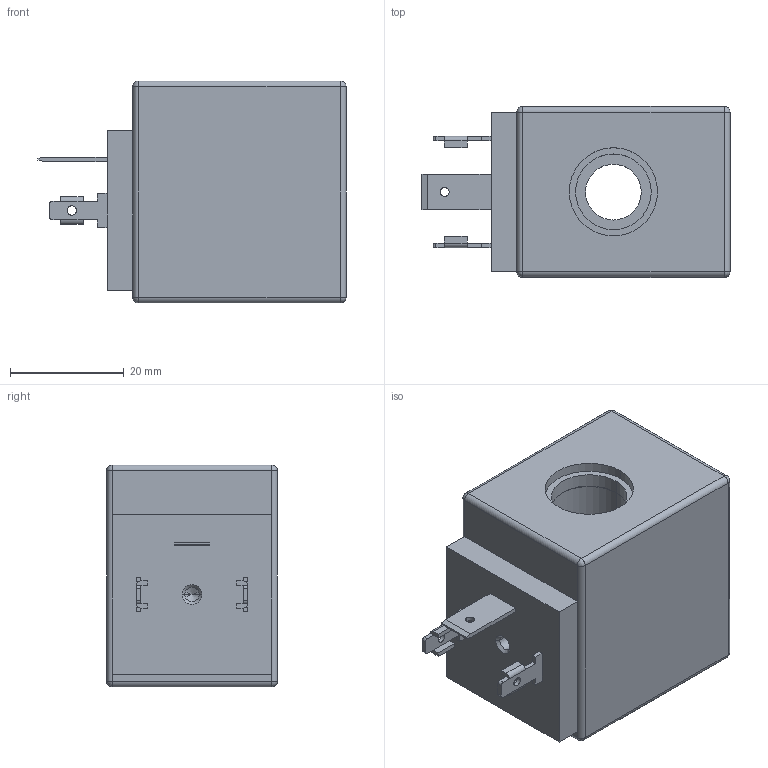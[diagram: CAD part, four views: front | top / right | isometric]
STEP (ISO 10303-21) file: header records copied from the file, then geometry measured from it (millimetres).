
FILE_DESCRIPTION((''),'2;1');
FILE_NAME('BDA_ING','2013-07-22T',('iacovoneb'),('O.D.E.'),'PRO/ENGINEER BY PARAMETRIC TECHNOLOGY CORPORATION, 2011410','PRO/ENGINEER BY PARAMETRIC TECHNOLOGY CORPORATION, 2011410','');
FILE_SCHEMA(('CONFIG_CONTROL_DESIGN','SHAPE_APPEARANCE_LAYERS_GROUPS'));
Length unit declared in the file: millimetre
Products named in the file (1): BDA_ING
Bounding box: 54.15 x 30 x 39 mm (x, y, z)
Volume: 41636.2 mm3; surface area: 9824.9 mm2
Topology: 1 solids, 1 shells, 115 faces, 270 edges, 163 vertices
Faces by surface type: plane 65, cylinder 38, sphere 8, cone 4
Entity records: 4929 total; most frequent: DIRECTION 576, CARTESIAN_POINT 546, ORIENTED_EDGE 536, PRESENTATION_STYLE_ASSIGNMENT 337, STYLED_ITEM 269, CURVE_STYLE 268, EDGE_CURVE 268, AXIS2_PLACEMENT_3D 193
